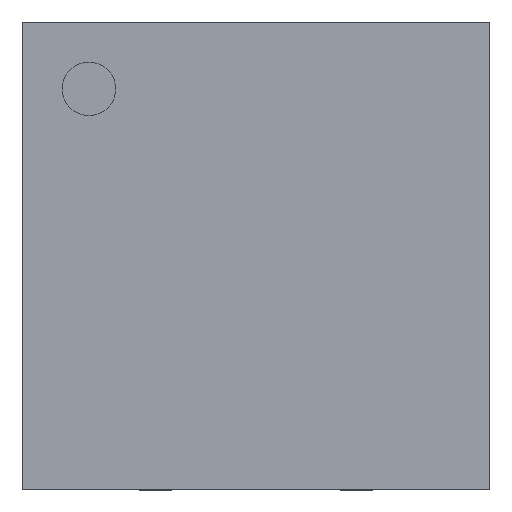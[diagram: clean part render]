
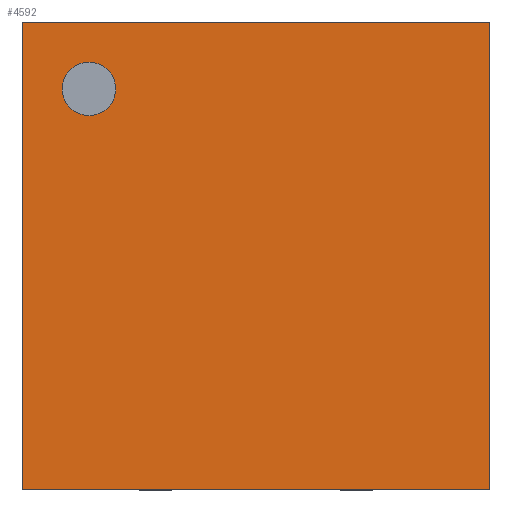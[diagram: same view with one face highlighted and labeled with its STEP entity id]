
A CAD part, top view. The second image highlights one B-rep face of the part: STEP entity #4592.
In plain terms, the highlighted planar face has unit normal (0, 0, 1).
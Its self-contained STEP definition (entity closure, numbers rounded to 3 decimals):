
#2519=CARTESIAN_POINT('',(-1.05,1.25,1.0));
#2520=VERTEX_POINT('',#2519);
#2529=CARTESIAN_POINT('',(-1.45,1.25,1.0));
#2530=VERTEX_POINT('',#2529);
#2531=CARTESIAN_POINT('',(-1.25,1.25,1.0));
#2532=DIRECTION('',(0.0,0.0,-1.0));
#2533=DIRECTION('',(1.0,0.0,0.0));
#2534=AXIS2_PLACEMENT_3D('',#2531,#2532,#2533);
#2535=CIRCLE('',#2534,0.2);
#2536=EDGE_CURVE('',#2530,#2520,#2535,.T.);
#2570=CARTESIAN_POINT('',(-1.25,1.25,1.0));
#2571=DIRECTION('',(0.0,0.0,-1.0));
#2572=DIRECTION('',(1.0,0.0,0.0));
#2573=AXIS2_PLACEMENT_3D('',#2570,#2571,#2572);
#2574=CIRCLE('',#2573,0.2);
#2575=EDGE_CURVE('',#2520,#2530,#2574,.T.);
#4465=CARTESIAN_POINT('',(-1.75,-1.75,1.0));
#4466=VERTEX_POINT('',#4465);
#4473=CARTESIAN_POINT('',(-1.75,1.75,1.0));
#4474=VERTEX_POINT('',#4473);
#4475=CARTESIAN_POINT('',(-1.75,1.75,1.0));
#4476=DIRECTION('',(0.0,-1.0,0.0));
#4477=VECTOR('',#4476,3.5);
#4478=LINE('',#4475,#4477);
#4479=EDGE_CURVE('',#4474,#4466,#4478,.T.);
#4531=CARTESIAN_POINT('',(1.75,1.75,1.0));
#4532=VERTEX_POINT('',#4531);
#4533=CARTESIAN_POINT('',(1.75,1.75,1.0));
#4534=DIRECTION('',(-1.0,0.0,0.0));
#4535=VECTOR('',#4534,3.5);
#4536=LINE('',#4533,#4535);
#4537=EDGE_CURVE('',#4532,#4474,#4536,.T.);
#4565=CARTESIAN_POINT('',(0.0,0.0,1.0));
#4566=DIRECTION('',(0.0,0.0,1.0));
#4567=DIRECTION('',(0.0,-1.0,0.0));
#4568=AXIS2_PLACEMENT_3D('',#4565,#4566,#4567);
#4569=PLANE('',#4568);
#4570=CARTESIAN_POINT('',(1.75,-1.75,1.0));
#4571=VERTEX_POINT('',#4570);
#4572=CARTESIAN_POINT('',(-1.75,-1.75,1.0));
#4573=DIRECTION('',(1.0,0.0,0.0));
#4574=VECTOR('',#4573,3.5);
#4575=LINE('',#4572,#4574);
#4576=EDGE_CURVE('',#4466,#4571,#4575,.T.);
#4577=ORIENTED_EDGE('',*,*,#4576,.T.);
#4578=CARTESIAN_POINT('',(1.75,-1.75,1.0));
#4579=DIRECTION('',(0.0,1.0,0.0));
#4580=VECTOR('',#4579,3.5);
#4581=LINE('',#4578,#4580);
#4582=EDGE_CURVE('',#4571,#4532,#4581,.T.);
#4583=ORIENTED_EDGE('',*,*,#4582,.T.);
#4584=ORIENTED_EDGE('',*,*,#4537,.T.);
#4585=ORIENTED_EDGE('',*,*,#4479,.T.);
#4586=EDGE_LOOP('',(#4577,#4583,#4584,#4585));
#4587=FACE_OUTER_BOUND('',#4586,.T.);
#4588=ORIENTED_EDGE('',*,*,#2575,.T.);
#4589=ORIENTED_EDGE('',*,*,#2536,.T.);
#4590=EDGE_LOOP('',(#4588,#4589));
#4591=FACE_BOUND('',#4590,.T.);
#4592=ADVANCED_FACE('',(#4587,#4591),#4569,.T.);
